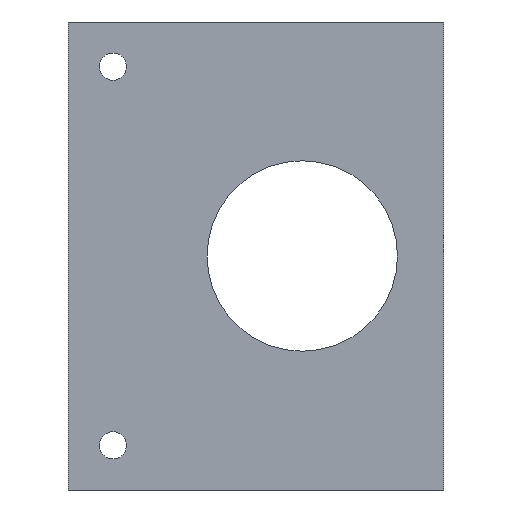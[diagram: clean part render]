
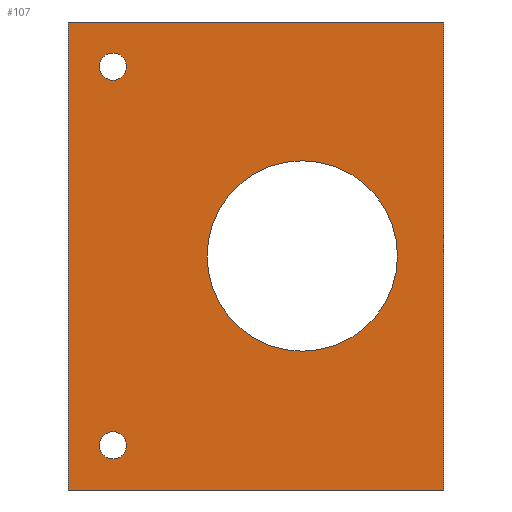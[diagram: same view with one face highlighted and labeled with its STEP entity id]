
A CAD part, front view. The second image highlights one B-rep face of the part: STEP entity #107.
In plain terms, the highlighted planar face has unit normal (0, -1, 0).
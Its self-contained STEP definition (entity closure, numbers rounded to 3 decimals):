
#107=ADVANCED_FACE('',(#166,#167,#168,#169),#119,.T.);
#119=PLANE('',#341);
#125=LINE('',#434,#141);
#128=LINE('',#440,#144);
#131=LINE('',#446,#147);
#134=LINE('',#464,#150);
#141=VECTOR('',#361,1.);
#144=VECTOR('',#366,1.);
#147=VECTOR('',#371,1.);
#150=VECTOR('',#390,1.);
#166=FACE_BOUND('',#191,.T.);
#167=FACE_BOUND('',#192,.T.);
#168=FACE_BOUND('',#193,.T.);
#169=FACE_BOUND('',#194,.T.);
#191=EDGE_LOOP('',(#236,#237,#238,#239));
#192=EDGE_LOOP('',(#240));
#193=EDGE_LOOP('',(#241));
#194=EDGE_LOOP('',(#242));
#236=ORIENTED_EDGE('',*,*,#301,.T.);
#237=ORIENTED_EDGE('',*,*,#293,.T.);
#238=ORIENTED_EDGE('',*,*,#290,.T.);
#239=ORIENTED_EDGE('',*,*,#287,.T.);
#240=ORIENTED_EDGE('',*,*,#297,.F.);
#241=ORIENTED_EDGE('',*,*,#296,.F.);
#242=ORIENTED_EDGE('',*,*,#306,.F.);
#265=VERTEX_POINT('',#433);
#266=VERTEX_POINT('',#435);
#268=VERTEX_POINT('',#441);
#270=VERTEX_POINT('',#447);
#272=VERTEX_POINT('',#453);
#273=VERTEX_POINT('',#456);
#279=VERTEX_POINT('',#473);
#287=EDGE_CURVE('',#266,#265,#125,.T.);
#290=EDGE_CURVE('',#268,#266,#128,.T.);
#293=EDGE_CURVE('',#270,#268,#131,.T.);
#296=EDGE_CURVE('',#272,#272,#313,.T.);
#297=EDGE_CURVE('',#273,#273,#314,.T.);
#301=EDGE_CURVE('',#265,#270,#134,.T.);
#306=EDGE_CURVE('',#279,#279,#318,.T.);
#313=CIRCLE('',#330,17.5);
#314=CIRCLE('',#332,2.5);
#318=CIRCLE('',#338,2.5);
#330=AXIS2_PLACEMENT_3D('',#452,#376,#377);
#332=AXIS2_PLACEMENT_3D('',#455,#380,#381);
#338=AXIS2_PLACEMENT_3D('',#472,#397,#398);
#341=AXIS2_PLACEMENT_3D('',#477,#403,#404);
#361=DIRECTION('',(1.,0.,0.));
#366=DIRECTION('',(0.,0.,-1.));
#371=DIRECTION('',(-1.,0.,0.));
#376=DIRECTION('',(0.,-1.,0.));
#377=DIRECTION('',(-1.,0.,0.));
#380=DIRECTION('',(0.,-1.,0.));
#381=DIRECTION('',(-1.,0.,0.));
#390=DIRECTION('',(0.,0.,1.));
#397=DIRECTION('',(0.,-1.,0.));
#398=DIRECTION('',(-1.,0.,0.));
#403=DIRECTION('',(0.,-1.,0.));
#404=DIRECTION('',(0.,0.,-1.));
#433=CARTESIAN_POINT('',(503.213,2899.026,-676.75));
#434=CARTESIAN_POINT('',(503.213,2899.026,-676.75));
#435=CARTESIAN_POINT('',(434.213,2899.026,-676.75));
#440=CARTESIAN_POINT('',(434.213,2899.026,-676.75));
#441=CARTESIAN_POINT('',(434.213,2899.026,-590.75));
#446=CARTESIAN_POINT('',(434.213,2899.026,-590.75));
#447=CARTESIAN_POINT('',(503.213,2899.026,-590.75));
#452=CARTESIAN_POINT('',(477.213,2899.026,-633.75));
#453=CARTESIAN_POINT('',(459.713,2899.026,-633.75));
#455=CARTESIAN_POINT('',(442.413,2899.026,-668.55));
#456=CARTESIAN_POINT('',(439.913,2899.026,-668.55));
#464=CARTESIAN_POINT('',(503.213,2899.026,-659.439));
#472=CARTESIAN_POINT('',(442.413,2899.026,-598.95));
#473=CARTESIAN_POINT('',(439.913,2899.026,-598.95));
#477=CARTESIAN_POINT('',(442.413,2899.026,-668.55));
